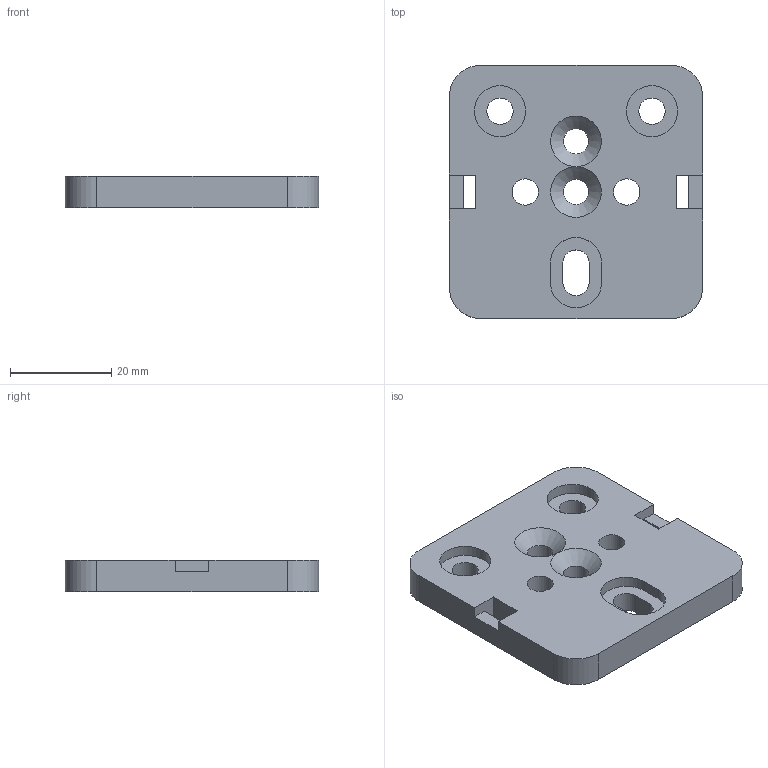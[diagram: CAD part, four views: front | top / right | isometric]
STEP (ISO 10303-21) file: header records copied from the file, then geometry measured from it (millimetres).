
FILE_DESCRIPTION(/* description */ (''),/* implementation_level */ '2;1');
FILE_NAME(/* name */ '3 wheel gantry base.step',/* time_stamp */ '2025-12-26T21:40:52+01:00',/* author */ (''),/* organization */ (''),/* preprocessor_version */ 'ST-DEVELOPER v20.1',/* originating_system */ 'Autodesk Translation Framework v14.21.0.0',/* authorisation */ '');
FILE_SCHEMA (('AUTOMOTIVE_DESIGN { 1 0 10303 214 3 1 1 }'));
Length unit declared in the file: millimetre
Products named in the file (1): 2025-12-26-21-40-52-461
Bounding box: 50 x 50 x 6.25 mm (x, y, z)
Volume: 13541.9 mm3; surface area: 6741.9 mm2
Topology: 1 solids, 1 shells, 41 faces, 114 edges, 75 vertices
Faces by surface type: plane 23, cylinder 16, cone 2
Full cylindrical faces by diameter (mm): 5 x2, 5.2 x4, 10.1 x2
Entity records: 1389 total; most frequent: DIRECTION 234, CARTESIAN_POINT 231, ORIENTED_EDGE 228, EDGE_CURVE 114, LINE 78, VECTOR 78, AXIS2_PLACEMENT_3D 78, VERTEX_POINT 75
